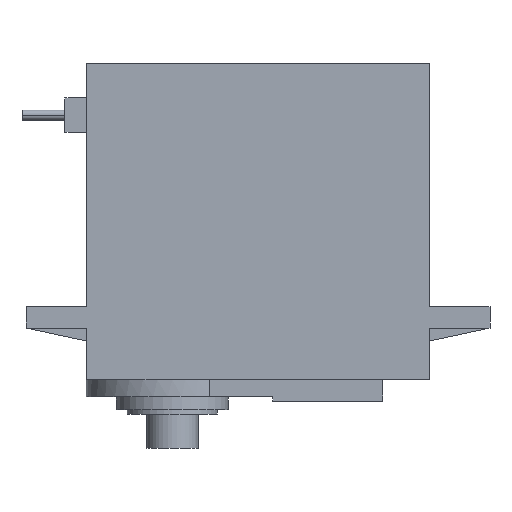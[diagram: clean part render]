
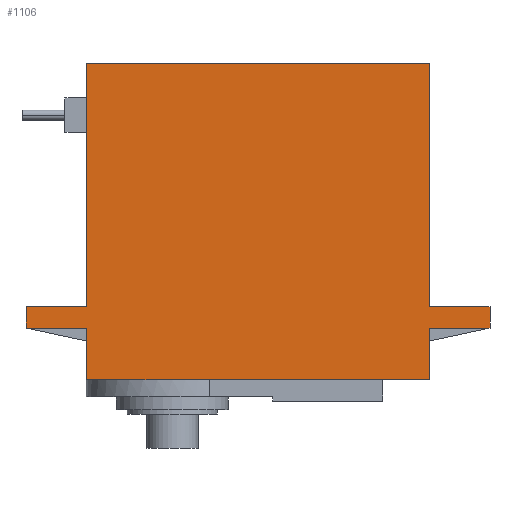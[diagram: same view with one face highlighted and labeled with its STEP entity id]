
A CAD part, front view. The second image highlights one B-rep face of the part: STEP entity #1106.
In plain terms, the highlighted planar face has unit normal (0, -1, 0).
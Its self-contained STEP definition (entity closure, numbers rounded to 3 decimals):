
#2=DIRECTION('',(-1.,0.,0.));
#3=VECTOR('',#2,30.);
#4=CARTESIAN_POINT('',(20.,-10.,-18.4));
#5=LINE('',#4,#3);
#6=DIRECTION('',(-1.,0.,0.));
#7=VECTOR('',#6,10.);
#8=CARTESIAN_POINT('',(-10.,-10.,-18.4));
#9=LINE('',#8,#7);
#10=DIRECTION('',(0.,0.,1.));
#11=VECTOR('',#10,6.);
#12=CARTESIAN_POINT('',(-20.,-10.,-18.4));
#13=LINE('',#12,#11);
#14=DIRECTION('',(-1.,0.,0.));
#15=VECTOR('',#14,7.);
#16=CARTESIAN_POINT('',(-20.,-10.,-12.4));
#17=LINE('',#16,#15);
#18=DIRECTION('',(0.,0.,1.));
#19=VECTOR('',#18,2.5);
#20=CARTESIAN_POINT('',(-27.,-10.,-12.4));
#21=LINE('',#20,#19);
#22=DIRECTION('',(1.,0.,0.));
#23=VECTOR('',#22,7.);
#24=CARTESIAN_POINT('',(-27.,-10.,-9.9));
#25=LINE('',#24,#23);
#26=DIRECTION('',(0.,0.,1.));
#27=VECTOR('',#26,28.3);
#28=CARTESIAN_POINT('',(-20.,-10.,-9.9));
#29=LINE('',#28,#27);
#30=DIRECTION('',(1.,0.,0.));
#31=VECTOR('',#30,40.);
#32=CARTESIAN_POINT('',(-20.,-10.,18.4));
#33=LINE('',#32,#31);
#34=DIRECTION('',(0.,0.,-1.));
#35=VECTOR('',#34,28.3);
#36=CARTESIAN_POINT('',(20.,-10.,18.4));
#37=LINE('',#36,#35);
#38=DIRECTION('',(1.,0.,0.));
#39=VECTOR('',#38,7.);
#40=CARTESIAN_POINT('',(20.,-10.,-9.9));
#41=LINE('',#40,#39);
#42=DIRECTION('',(0.,0.,-1.));
#43=VECTOR('',#42,2.5);
#44=CARTESIAN_POINT('',(27.,-10.,-9.9));
#45=LINE('',#44,#43);
#46=DIRECTION('',(-1.,0.,0.));
#47=VECTOR('',#46,7.);
#48=CARTESIAN_POINT('',(27.,-10.,-12.4));
#49=LINE('',#48,#47);
#50=DIRECTION('',(0.,0.,-1.));
#51=VECTOR('',#50,6.);
#52=CARTESIAN_POINT('',(20.,-10.,-12.4));
#53=LINE('',#52,#51);
#819=CARTESIAN_POINT('',(-20.,-10.,18.4));
#820=CARTESIAN_POINT('',(20.,-10.,18.4));
#821=VERTEX_POINT('',#819);
#822=VERTEX_POINT('',#820);
#827=CARTESIAN_POINT('',(20.,-10.,-18.4));
#829=VERTEX_POINT('',#827);
#839=CARTESIAN_POINT('',(-27.,-10.,-12.4));
#840=CARTESIAN_POINT('',(-27.,-10.,-9.9));
#841=VERTEX_POINT('',#839);
#842=VERTEX_POINT('',#840);
#843=CARTESIAN_POINT('',(27.,-10.,-9.9));
#844=CARTESIAN_POINT('',(27.,-10.,-12.4));
#845=VERTEX_POINT('',#843);
#846=VERTEX_POINT('',#844);
#847=CARTESIAN_POINT('',(-20.,-10.,-9.9));
#849=VERTEX_POINT('',#847);
#851=CARTESIAN_POINT('',(20.,-10.,-9.9));
#853=VERTEX_POINT('',#851);
#855=CARTESIAN_POINT('',(-20.,-10.,-18.4));
#856=CARTESIAN_POINT('',(-20.,-10.,-12.4));
#857=VERTEX_POINT('',#855);
#858=VERTEX_POINT('',#856);
#859=CARTESIAN_POINT('',(20.,-10.,-12.4));
#860=VERTEX_POINT('',#859);
#960=CARTESIAN_POINT('',(-10.,-10.,-18.4));
#962=VERTEX_POINT('',#960);
#1073=CARTESIAN_POINT('',(0.,-10.,0.));
#1074=DIRECTION('',(0.,1.,0.));
#1075=DIRECTION('',(1.,0.,0.));
#1076=AXIS2_PLACEMENT_3D('',#1073,#1074,#1075);
#1077=PLANE('',#1076);
#1079=ORIENTED_EDGE('',*,*,#1078,.T.);
#1081=ORIENTED_EDGE('',*,*,#1080,.T.);
#1083=ORIENTED_EDGE('',*,*,#1082,.T.);
#1085=ORIENTED_EDGE('',*,*,#1084,.T.);
#1087=ORIENTED_EDGE('',*,*,#1086,.T.);
#1089=ORIENTED_EDGE('',*,*,#1088,.T.);
#1091=ORIENTED_EDGE('',*,*,#1090,.T.);
#1093=ORIENTED_EDGE('',*,*,#1092,.T.);
#1095=ORIENTED_EDGE('',*,*,#1094,.T.);
#1097=ORIENTED_EDGE('',*,*,#1096,.T.);
#1099=ORIENTED_EDGE('',*,*,#1098,.T.);
#1101=ORIENTED_EDGE('',*,*,#1100,.T.);
#1103=ORIENTED_EDGE('',*,*,#1102,.T.);
#1104=EDGE_LOOP('',(#1079,#1081,#1083,#1085,#1087,#1089,#1091,#1093,#1095,#1097,
#1099,#1101,#1103));
#1105=FACE_OUTER_BOUND('',#1104,.F.);
#1106=ADVANCED_FACE('',(#1105),#1077,.F.);
#1078=EDGE_CURVE('',#829,#962,#5,.T.);
#1080=EDGE_CURVE('',#962,#857,#9,.T.);
#1082=EDGE_CURVE('',#857,#858,#13,.T.);
#1084=EDGE_CURVE('',#858,#841,#17,.T.);
#1086=EDGE_CURVE('',#841,#842,#21,.T.);
#1088=EDGE_CURVE('',#842,#849,#25,.T.);
#1090=EDGE_CURVE('',#849,#821,#29,.T.);
#1092=EDGE_CURVE('',#821,#822,#33,.T.);
#1094=EDGE_CURVE('',#822,#853,#37,.T.);
#1096=EDGE_CURVE('',#853,#845,#41,.T.);
#1098=EDGE_CURVE('',#845,#846,#45,.T.);
#1100=EDGE_CURVE('',#846,#860,#49,.T.);
#1102=EDGE_CURVE('',#860,#829,#53,.T.);
